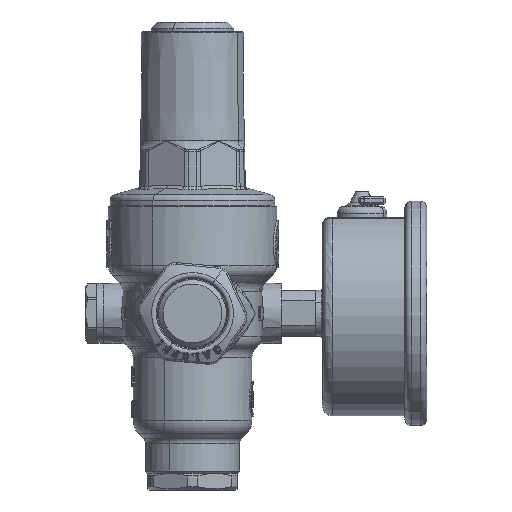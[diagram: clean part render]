
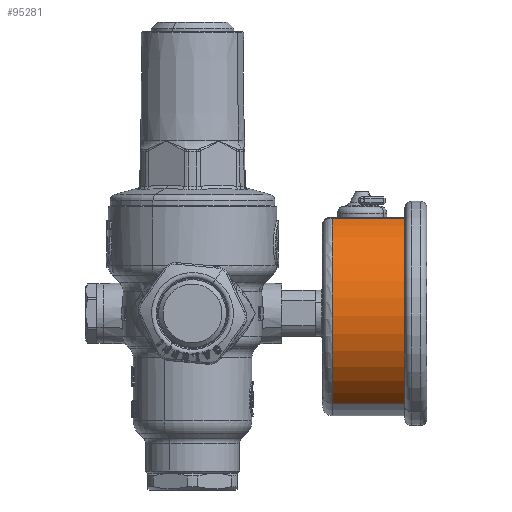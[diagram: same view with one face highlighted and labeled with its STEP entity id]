
A CAD part, front view. The second image highlights one B-rep face of the part: STEP entity #95281.
In plain terms, the highlighted cylindrical face has radius 31 mm (diameter 62 mm), a partial arc.
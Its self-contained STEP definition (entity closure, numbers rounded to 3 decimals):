
#92250=CARTESIAN_POINT('Vertex',(42.38,8.138,-27.205)) ;
#92265=CARTESIAN_POINT('Axis2P3D Location',(42.38,23.,0.)) ;
#92269=CARTESIAN_POINT('Vertex',(42.38,11.687,28.862)) ;
#95093=CARTESIAN_POINT('Axis2P3D Location',(55.18,23.,0.)) ;
#95248=CARTESIAN_POINT('Vertex',(64.38,8.138,-27.205)) ;
#95251=CARTESIAN_POINT('Line Origine',(51.88,8.138,-27.205)) ;
#95263=CARTESIAN_POINT('Axis2P3D Location',(64.38,23.,0.)) ;
#95267=CARTESIAN_POINT('Vertex',(64.38,11.687,28.862)) ;
#95270=CARTESIAN_POINT('Line Origine',(51.88,11.687,28.862)) ;
#92266=DIRECTION('Axis2P3D Direction',(-1.,0.,-0.)) ;
#95094=DIRECTION('Axis2P3D Direction',(-1.,0.,0.)) ;
#95095=DIRECTION('Axis2P3D XDirection',(0.,0.479,0.878)) ;
#95252=DIRECTION('Vector Direction',(-1.,0.,0.)) ;
#95264=DIRECTION('Axis2P3D Direction',(-1.,0.,0.)) ;
#95271=DIRECTION('Vector Direction',(-1.,0.,0.)) ;
#92267=AXIS2_PLACEMENT_3D('Circle Axis2P3D',#92265,#92266,$) ;
#95096=AXIS2_PLACEMENT_3D('Cylinder Axis2P3D',#95093,#95094,#95095) ;
#95265=AXIS2_PLACEMENT_3D('Circle Axis2P3D',#95263,#95264,$) ;
#95276=ORIENTED_EDGE('',*,*,#92271,.F.) ;
#95277=ORIENTED_EDGE('',*,*,#95255,.T.) ;
#95278=ORIENTED_EDGE('',*,*,#95269,.T.) ;
#95279=ORIENTED_EDGE('',*,*,#95274,.T.) ;
#95253=VECTOR('Line Direction',#95252,1.) ;
#95272=VECTOR('Line Direction',#95271,1.) ;
#95281=ADVANCED_FACE('PartBody',(#95280),#95097,.T.) ;
#92268=CIRCLE('generated circle',#92267,31.) ;
#95266=CIRCLE('generated circle',#95265,31.) ;
#95097=CYLINDRICAL_SURFACE('generated cylinder',#95096,31.) ;
#92271=EDGE_CURVE('',#92251,#92270,#92268,.T.) ;
#95255=EDGE_CURVE('',#92251,#95249,#95254,.F.) ;
#95269=EDGE_CURVE('',#95249,#95268,#95266,.T.) ;
#95274=EDGE_CURVE('',#95268,#92270,#95273,.T.) ;
#95275=EDGE_LOOP('',(#95276,#95277,#95278,#95279)) ;
#95280=FACE_OUTER_BOUND('',#95275,.T.) ;
#95254=LINE('Line',#95251,#95253) ;
#95273=LINE('Line',#95270,#95272) ;
#92251=VERTEX_POINT('',#92250) ;
#92270=VERTEX_POINT('',#92269) ;
#95249=VERTEX_POINT('',#95248) ;
#95268=VERTEX_POINT('',#95267) ;
